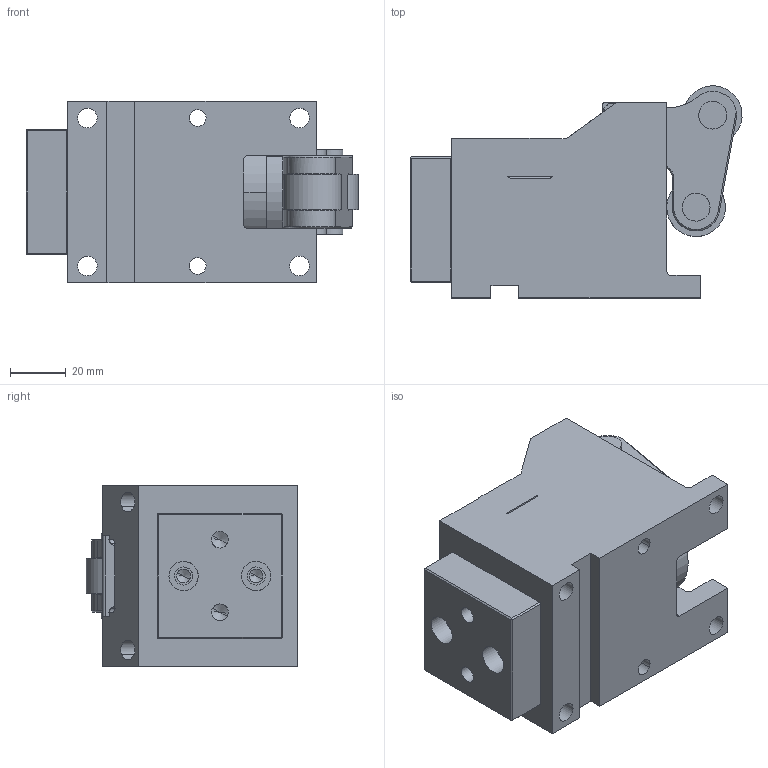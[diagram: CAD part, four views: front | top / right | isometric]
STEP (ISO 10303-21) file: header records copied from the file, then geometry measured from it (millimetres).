
FILE_DESCRIPTION(('CATIA V5 STEP Exchange'),'2;1');
FILE_NAME('CPUN_01500_12.stp','2015-11-17T07:46:16+00:00',('none'),('none'),'CATIA Version 5 Release 20 GA (IN-10)','CATIA V5 STEP AP203','none');
FILE_SCHEMA(('CONFIG_CONTROL_DESIGN'));
Length unit declared in the file: millimetre
Products named in the file (1): CPUN-01500-12
Bounding box: 118.96 x 75.96 x 65 mm (x, y, z)
Volume: 322409.4 mm3; surface area: 80122.8 mm2
Topology: 3 solids, 14 shells, 331 faces, 850 edges, 544 vertices
Faces by surface type: cylinder 137, plane 112, cone 52, torus 24, revolution 4, bspline 2
Entity records: 10356 total; most frequent: CARTESIAN_POINT 2784, ORIENTED_EDGE 1652, DIRECTION 1268, EDGE_CURVE 826, AXIS2_PLACEMENT_3D 608, VERTEX_POINT 544, VECTOR 388, LINE 388
